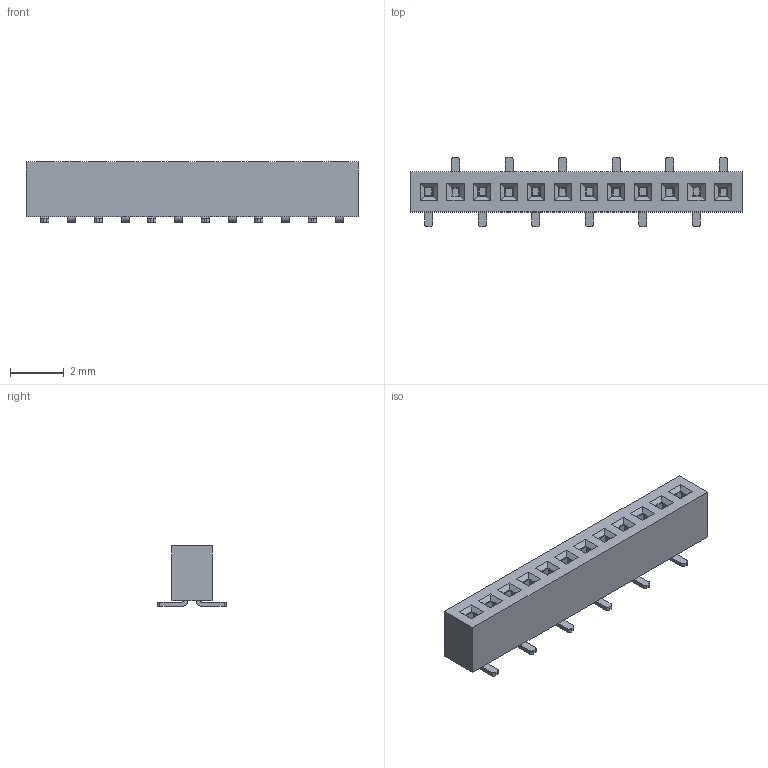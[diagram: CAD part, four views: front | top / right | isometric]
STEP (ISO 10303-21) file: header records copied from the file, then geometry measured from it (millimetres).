
FILE_DESCRIPTION( ('This file contains a STEP AP42 implementation' ,'as created by ZW3D STEP Interface translator.') ,'2;1' );
FILE_NAME( '2521-1XXMXXXUNX1.stp' ,'23 9 4.102521', (''), ('ZWCAD Software Co.'), 'Version 1.0', 'ZW3D to STEP translator', '' );
FILE_SCHEMA(('AUTOMOTIVE_DESIGN { 1 0 10303 214 1 1 1 1 }'));
Length unit declared in the file: millimetre
Products named in the file (1): 0
Bounding box: 12.4 x 2.6 x 2.25 mm (x, y, z)
Volume: 31.5 mm3; surface area: 200 mm2
Topology: 1 solids, 1 shells, 1002 faces, 2572 edges, 1608 vertices
Faces by surface type: plane 606, cylinder 288, bspline 84, sphere 24
Entity records: 40798 total; most frequent: CARTESIAN_POINT 20529, ORIENTED_EDGE 5240, EDGE_CURVE 2620, B_SPLINE_CURVE_WITH_KNOTS 2462, DIRECTION 2020, VERTEX_POINT 1656, EDGE_LOOP 1038, FACE_OUTER_BOUND 1002
